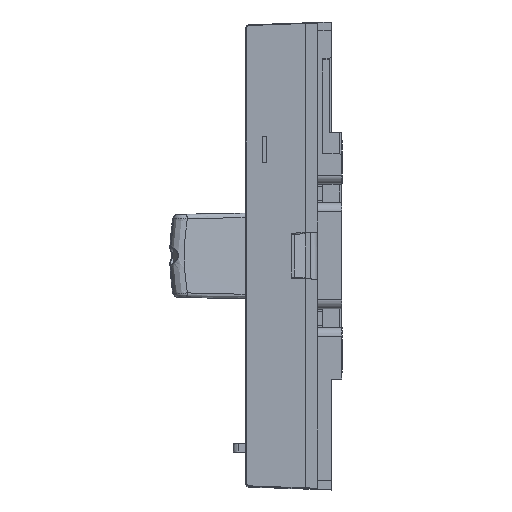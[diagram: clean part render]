
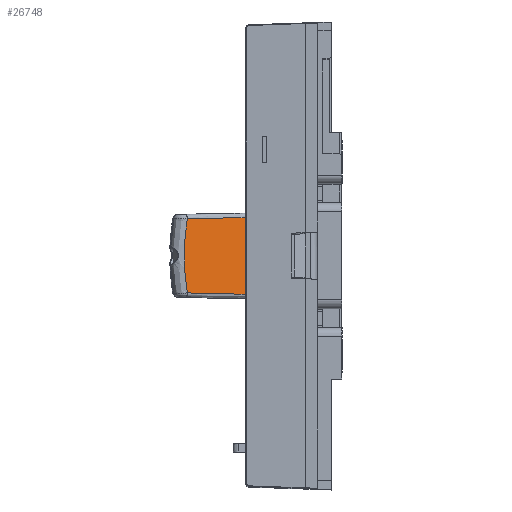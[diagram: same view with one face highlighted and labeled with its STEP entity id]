
A CAD part, top view. The second image highlights one B-rep face of the part: STEP entity #26748.
In plain terms, the highlighted cylindrical face has radius 2356.91 mm (diameter 4713.83 mm), a partial arc.
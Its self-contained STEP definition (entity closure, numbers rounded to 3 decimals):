
#9548=CARTESIAN_POINT('',(-96.637,17.215,53.059));
#9550=DIRECTION('',(0.,-1.,0.));
#9551=VECTOR('',#9550,34.43);
#9552=CARTESIAN_POINT('',(-96.637,17.215,53.059));
#9553=LINE('',#9552,#9551);
#9554=CARTESIAN_POINT('',(-96.637,-17.215,
53.059));
#9555=CARTESIAN_POINT('',(-99.61,-17.167,
54.102));
#9556=CARTESIAN_POINT('',(-105.56,-17.06,
56.175));
#9557=CARTESIAN_POINT('',(-114.498,-16.862,
59.25));
#9558=CARTESIAN_POINT('',(-120.464,-16.706,
61.275));
#9559=CARTESIAN_POINT('',(-123.449,-16.622,
62.282));
#9561=CARTESIAN_POINT('',(-123.449,-16.622,
62.282));
#9562=CARTESIAN_POINT('',(-123.557,-15.982,
62.318));
#9563=CARTESIAN_POINT('',(-123.808,-14.396,
62.403));
#9564=CARTESIAN_POINT('',(-124.143,-11.893,
62.516));
#9565=CARTESIAN_POINT('',(-124.434,-9.126,
62.614));
#9566=CARTESIAN_POINT('',(-124.646,-6.402,
62.685));
#9567=CARTESIAN_POINT('',(-124.783,-3.685,
62.731));
#9568=CARTESIAN_POINT('',(-124.846,-0.965,
62.753));
#9569=CARTESIAN_POINT('',(-124.835,1.756,62.749));
#9570=CARTESIAN_POINT('',(-124.751,4.475,62.72));
#9571=CARTESIAN_POINT('',(-124.592,7.191,62.667));
#9572=CARTESIAN_POINT('',(-124.36,9.901,62.589));
#9573=CARTESIAN_POINT('',(-124.055,12.602,62.486));
#9574=CARTESIAN_POINT('',(-123.74,14.842,62.38));
#9575=CARTESIAN_POINT('',(-123.524,16.179,62.307));
#9576=CARTESIAN_POINT('',(-123.449,16.622,62.282));
#9578=CARTESIAN_POINT('',(-123.449,16.622,62.282));
#9579=CARTESIAN_POINT('',(-120.464,16.706,61.275));
#9580=CARTESIAN_POINT('',(-114.498,16.862,59.25));
#9581=CARTESIAN_POINT('',(-105.56,17.06,56.175));
#9582=CARTESIAN_POINT('',(-99.61,17.167,54.102));
#9583=CARTESIAN_POINT('',(-96.637,17.215,53.059));
#9585=CARTESIAN_POINT('',(-96.637,-17.215,
53.059));
#9943=CARTESIAN_POINT('',(-123.449,16.622,62.282));
#13875=VERTEX_POINT('',#9585);
#13878=VERTEX_POINT('',#9548);
#13892=VERTEX_POINT('',#9943);
#13893=VERTEX_POINT('',#9559);
#26735=CARTESIAN_POINT('',(-876.646,-17.904,
-2171.042));
#26736=DIRECTION('',(0.,1.,0.));
#26737=DIRECTION('',(-0.346,0.,-0.938));
#26738=AXIS2_PLACEMENT_3D('',#26735,#26736,#26737);
#26739=CYLINDRICAL_SURFACE('',#26738,2356.914);
#26740=ORIENTED_EDGE('',*,*,#26565,.T.);
#26742=ORIENTED_EDGE('',*,*,#26741,.T.);
#26744=ORIENTED_EDGE('',*,*,#26743,.T.);
#26745=ORIENTED_EDGE('',*,*,#26727,.T.);
#26746=EDGE_LOOP('',(#26740,#26742,#26744,#26745));
#26747=FACE_OUTER_BOUND('',#26746,.F.);
#9560=B_SPLINE_CURVE_WITH_KNOTS('',3,(#9554,#9555,#9556,#9557,#9558,#9559),
.UNSPECIFIED.,.F.,.F.,(4,1,1,4),(0.,0.333,0.667,1.),
.UNSPECIFIED.);
#9577=B_SPLINE_CURVE_WITH_KNOTS('',3,(#9561,#9562,#9563,#9564,#9565,#9566,#9567,
#9568,#9569,#9570,#9571,#9572,#9573,#9574,#9575,#9576),.UNSPECIFIED.,.F.,.F.,(4,
1,1,1,1,1,1,1,1,1,1,1,1,4),(0.,0.058,0.144,
0.227,0.308,0.39,0.471,
0.553,0.634,0.715,0.797,
0.878,0.96,1.),.UNSPECIFIED.);
#9584=B_SPLINE_CURVE_WITH_KNOTS('',3,(#9578,#9579,#9580,#9581,#9582,#9583),
.UNSPECIFIED.,.F.,.F.,(4,1,1,4),(0.,0.333,0.667,1.),
.UNSPECIFIED.);
#26565=EDGE_CURVE('',#13878,#13875,#9553,.T.);
#26727=EDGE_CURVE('',#13892,#13878,#9584,.T.);
#26741=EDGE_CURVE('',#13875,#13893,#9560,.T.);
#26743=EDGE_CURVE('',#13893,#13892,#9577,.T.);
#26748=ADVANCED_FACE('',(#26747),#26739,.T.);
